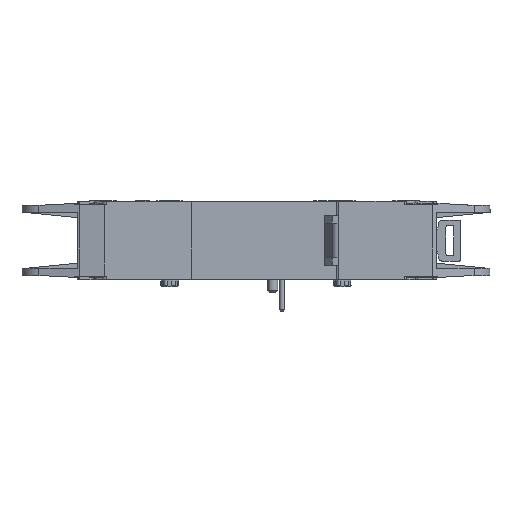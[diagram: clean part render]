
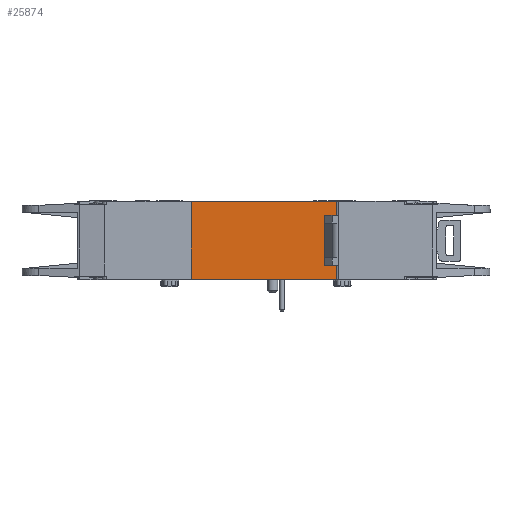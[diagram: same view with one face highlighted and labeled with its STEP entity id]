
A CAD part, front view. The second image highlights one B-rep face of the part: STEP entity #25874.
In plain terms, the highlighted planar face has unit normal (0, -1, 0).
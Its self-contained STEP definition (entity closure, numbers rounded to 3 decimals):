
#494 = ORIENTED_EDGE ( 'NONE', *, *, #25077, .F. ) ;
#535 = CARTESIAN_POINT ( 'NONE',  ( 0., 5.5, 8.75 ) ) ;
#854 = EDGE_LOOP ( 'NONE', ( #16159, #494, #23343, #5273 ) ) ;
#973 = FACE_OUTER_BOUND ( 'NONE', #854, .T. ) ;
#2659 = PLANE ( 'NONE',  #9905 ) ;
#3049 = VECTOR ( 'NONE', #5156, 1000. ) ;
#3152 = CARTESIAN_POINT ( 'NONE',  ( 22.5, 5.5, 8.75 ) ) ;
#3331 = CARTESIAN_POINT ( 'NONE',  ( 58., 5.5, 8.75 ) ) ;
#3562 = CARTESIAN_POINT ( 'NONE',  ( 58., 5.5, -8.75 ) ) ;
#4683 = DIRECTION ( 'NONE',  ( -1., 0., 0. ) ) ;
#5156 = DIRECTION ( 'NONE',  ( 0., 0., -1. ) ) ;
#5273 = ORIENTED_EDGE ( 'NONE', *, *, #7398, .T. ) ;
#5980 = LINE ( 'NONE', #3331, #21348 ) ;
#7347 = DIRECTION ( 'NONE',  ( 0., 0., -1. ) ) ;
#7398 = EDGE_CURVE ( 'NONE', #13245, #24681, #19044, .T. ) ;
#7946 = LINE ( 'NONE', #20016, #15489 ) ;
#8013 = DIRECTION ( 'NONE',  ( 1., 0., 0. ) ) ;
#9218 = DIRECTION ( 'NONE',  ( 1., 0., 0. ) ) ;
#9905 = AXIS2_PLACEMENT_3D ( 'NONE', #535, #16716, #4683 ) ;
#13245 = VERTEX_POINT ( 'NONE', #18916 ) ;
#13379 = VERTEX_POINT ( 'NONE', #3562 ) ;
#14621 = LINE ( 'NONE', #23235, #24006 ) ;
#15489 = VECTOR ( 'NONE', #8013, 1000. ) ;
#15676 = CARTESIAN_POINT ( 'NONE',  ( 22.5, 5.5, -8.75 ) ) ;
#16159 = ORIENTED_EDGE ( 'NONE', *, *, #23694, .T. ) ;
#16716 = DIRECTION ( 'NONE',  ( 0., 1., 0. ) ) ;
#18224 = EDGE_CURVE ( 'NONE', #13245, #24072, #14621, .T. ) ;
#18916 = CARTESIAN_POINT ( 'NONE',  ( 22.5, 5.5, 8.75 ) ) ;
#19044 = LINE ( 'NONE', #3152, #3049 ) ;
#20016 = CARTESIAN_POINT ( 'NONE',  ( 0., 5.5, -8.75 ) ) ;
#21348 = VECTOR ( 'NONE', #7347, 1000. ) ;
#21404 = CARTESIAN_POINT ( 'NONE',  ( 58., 5.5, 8.75 ) ) ;
#23235 = CARTESIAN_POINT ( 'NONE',  ( 0., 5.5, 8.75 ) ) ;
#23343 = ORIENTED_EDGE ( 'NONE', *, *, #18224, .F. ) ;
#23694 = EDGE_CURVE ( 'NONE', #24681, #13379, #7946, .T. ) ;
#24006 = VECTOR ( 'NONE', #9218, 1000. ) ;
#24072 = VERTEX_POINT ( 'NONE', #21404 ) ;
#24681 = VERTEX_POINT ( 'NONE', #15676 ) ;
#25077 = EDGE_CURVE ( 'NONE', #24072, #13379, #5980, .T. ) ;
#25874 = ADVANCED_FACE ( 'NONE', ( #973 ), #2659, .F. ) ;
